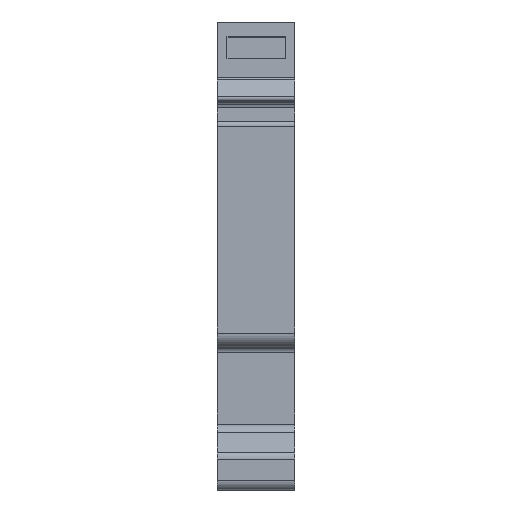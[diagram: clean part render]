
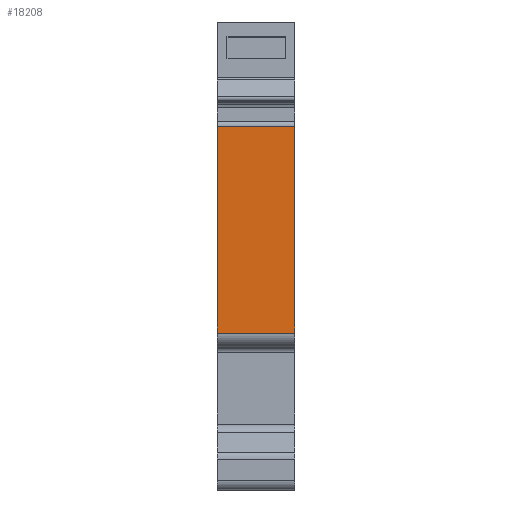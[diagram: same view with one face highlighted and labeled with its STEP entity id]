
A CAD part, left-side view. The second image highlights one B-rep face of the part: STEP entity #18208.
In plain terms, the highlighted planar face has unit normal (-1, 0, 0).
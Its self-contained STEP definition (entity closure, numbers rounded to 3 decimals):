
#709 = EDGE_CURVE ( 'NONE', #22279, #17429, #14218, .T. ) ;
#998 = CARTESIAN_POINT ( 'NONE',  ( -56.755, 0., 9.9 ) ) ;
#2006 = CARTESIAN_POINT ( 'NONE',  ( -56.755, 0., 31.122 ) ) ;
#3120 = DIRECTION ( 'NONE',  ( 0., -1., 0. ) ) ;
#4383 = LINE ( 'NONE', #2006, #23151 ) ;
#4396 = EDGE_CURVE ( 'NONE', #17429, #23949, #22182, .T. ) ;
#4665 = DIRECTION ( 'NONE',  ( 0., 0., -1. ) ) ;
#8877 = PLANE ( 'NONE',  #23666 ) ;
#9065 = CARTESIAN_POINT ( 'NONE',  ( -56.755, 8., 9.9 ) ) ;
#9483 = CARTESIAN_POINT ( 'NONE',  ( -56.755, 8., 31.122 ) ) ;
#10956 = ORIENTED_EDGE ( 'NONE', *, *, #14495, .F. ) ;
#13418 = VECTOR ( 'NONE', #18161, 1000. ) ;
#13468 = CARTESIAN_POINT ( 'NONE',  ( -56.755, 8., 9.9 ) ) ;
#13599 = ORIENTED_EDGE ( 'NONE', *, *, #23966, .F. ) ;
#13735 = CARTESIAN_POINT ( 'NONE',  ( -56.755, 8., 31.122 ) ) ;
#14218 = LINE ( 'NONE', #9483, #23555 ) ;
#14495 = EDGE_CURVE ( 'NONE', #20101, #23949, #4383, .T. ) ;
#16806 = LINE ( 'NONE', #18876, #24184 ) ;
#17429 = VERTEX_POINT ( 'NONE', #9065 ) ;
#18161 = DIRECTION ( 'NONE',  ( 0., -1., 0. ) ) ;
#18208 = ADVANCED_FACE ( 'NONE', ( #24692 ), #8877, .T. ) ;
#18876 = CARTESIAN_POINT ( 'NONE',  ( -56.755, 8., 31.122 ) ) ;
#20101 = VERTEX_POINT ( 'NONE', #25840 ) ;
#20245 = DIRECTION ( 'NONE',  ( 0., 0., 1. ) ) ;
#22182 = LINE ( 'NONE', #13468, #13418 ) ;
#22279 = VERTEX_POINT ( 'NONE', #27250 ) ;
#23151 = VECTOR ( 'NONE', #4665, 1000. ) ;
#23555 = VECTOR ( 'NONE', #25320, 1000. ) ;
#23666 = AXIS2_PLACEMENT_3D ( 'NONE', #13735, #27211, #20245 ) ;
#23949 = VERTEX_POINT ( 'NONE', #998 ) ;
#23966 = EDGE_CURVE ( 'NONE', #22279, #20101, #16806, .T. ) ;
#24045 = ORIENTED_EDGE ( 'NONE', *, *, #709, .T. ) ;
#24184 = VECTOR ( 'NONE', #3120, 1000. ) ;
#24524 = ORIENTED_EDGE ( 'NONE', *, *, #4396, .T. ) ;
#24692 = FACE_OUTER_BOUND ( 'NONE', #28573, .T. ) ;
#25320 = DIRECTION ( 'NONE',  ( 0., 0., -1. ) ) ;
#25840 = CARTESIAN_POINT ( 'NONE',  ( -56.755, 0., 31.122 ) ) ;
#27211 = DIRECTION ( 'NONE',  ( -1., 0., 0. ) ) ;
#27250 = CARTESIAN_POINT ( 'NONE',  ( -56.755, 8., 31.122 ) ) ;
#28573 = EDGE_LOOP ( 'NONE', ( #10956, #13599, #24045, #24524 ) ) ;
